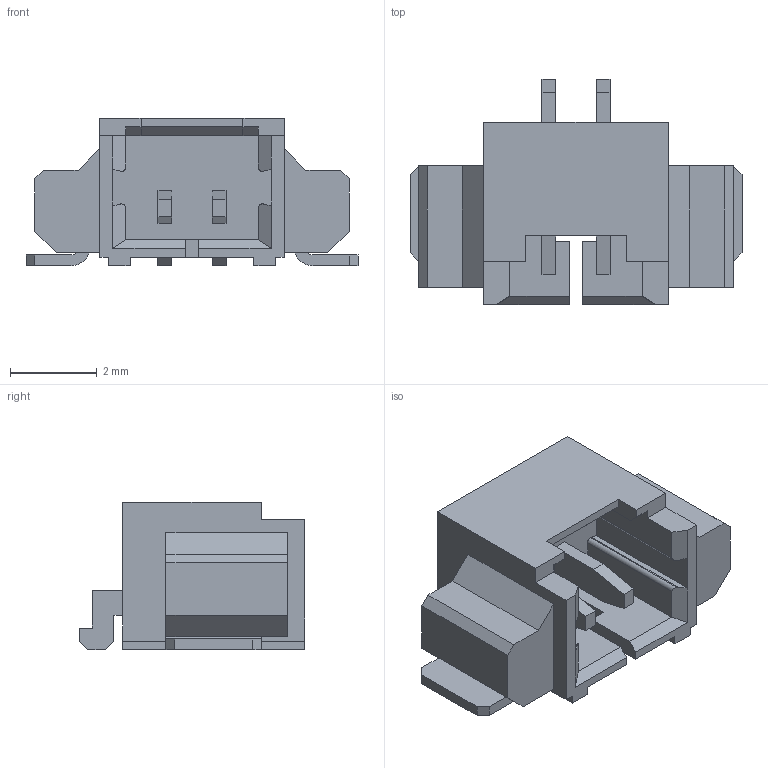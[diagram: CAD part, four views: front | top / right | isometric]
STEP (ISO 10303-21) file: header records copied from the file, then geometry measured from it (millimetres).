
FILE_DESCRIPTION(('STEP AP242'),'1');
FILE_NAME('0532610271.stp','2024-10-26T18:22:01',('TraceParts'),('TraceParts S.A.'),'Spatial InterOp 3D',' ',' ');
FILE_SCHEMA(('AP242_MANAGED_MODEL_BASED_3D_ENGINEERING_MIM_LF {1 0 10303 442 1 1 4}'));
Length unit declared in the file: millimetre
Products named in the file (1): 0532610271
Bounding box: 7.65 x 5.2 x 3.4 mm (x, y, z)
Volume: 50.3 mm3; surface area: 168.7 mm2
Topology: 1 solids, 1 shells, 135 faces, 375 edges, 248 vertices
Faces by surface type: plane 123, cylinder 12
Entity records: 4270 total; most frequent: CARTESIAN_POINT 759, ORIENTED_EDGE 750, DIRECTION 671, EDGE_CURVE 375, LINE 351, VECTOR 351, VERTEX_POINT 248, AXIS2_PLACEMENT_3D 160
